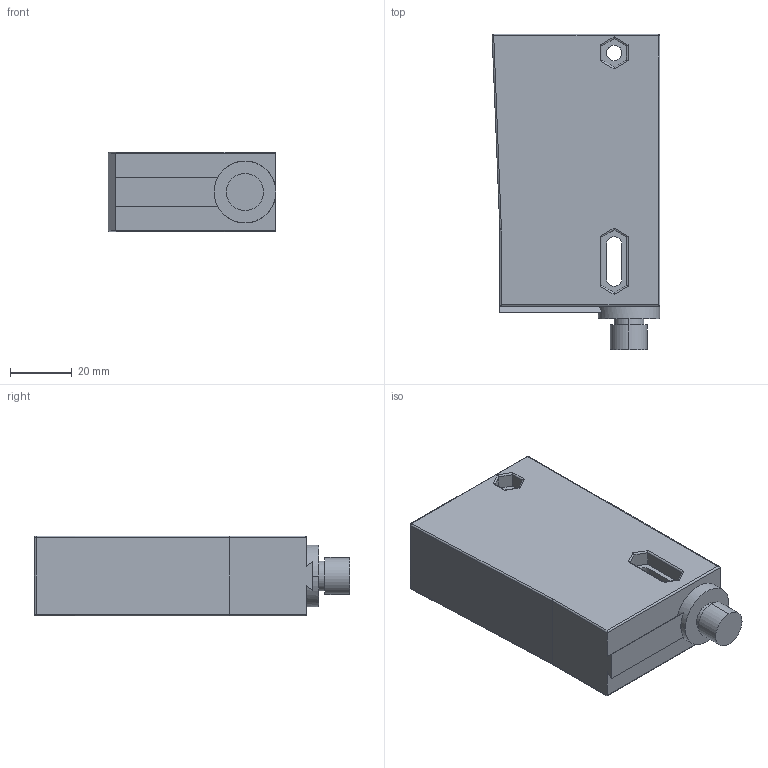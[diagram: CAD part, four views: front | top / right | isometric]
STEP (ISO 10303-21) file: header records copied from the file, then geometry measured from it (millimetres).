
FILE_DESCRIPTION((''),'2;1');
FILE_NAME('LD28_R_F400336A','2006-01-03T',('Pepperl+Fuchs'),('Industriehansa'),'PRO/ENGINEER BY PARAMETRIC TECHNOLOGY CORPORATION, 2005290','PRO/ENGINEER BY PARAMETRIC TECHNOLOGY CORPORATION, 2005290','');
FILE_SCHEMA(('AUTOMOTIVE_DESIGN_CC2 { 1 2 10303 214 -1 1 5 2 }'));
Length unit declared in the file: millimetre
Products named in the file (1): LD28_R_F400336A
Bounding box: 54.28 x 102 x 25.8 mm (x, y, z)
Volume: 118918.3 mm3; surface area: 18806.5 mm2
Topology: 1 solids, 1 shells, 94 faces, 223 edges, 146 vertices
Faces by surface type: cylinder 46, plane 44, sphere 4
Entity records: 3637 total; most frequent: CARTESIAN_POINT 665, ORIENTED_EDGE 428, DIRECTION 415, PRESENTATION_STYLE_ASSIGNMENT 236, STYLED_ITEM 230, CURVE_STYLE 225, EDGE_CURVE 214, VECTOR 157
